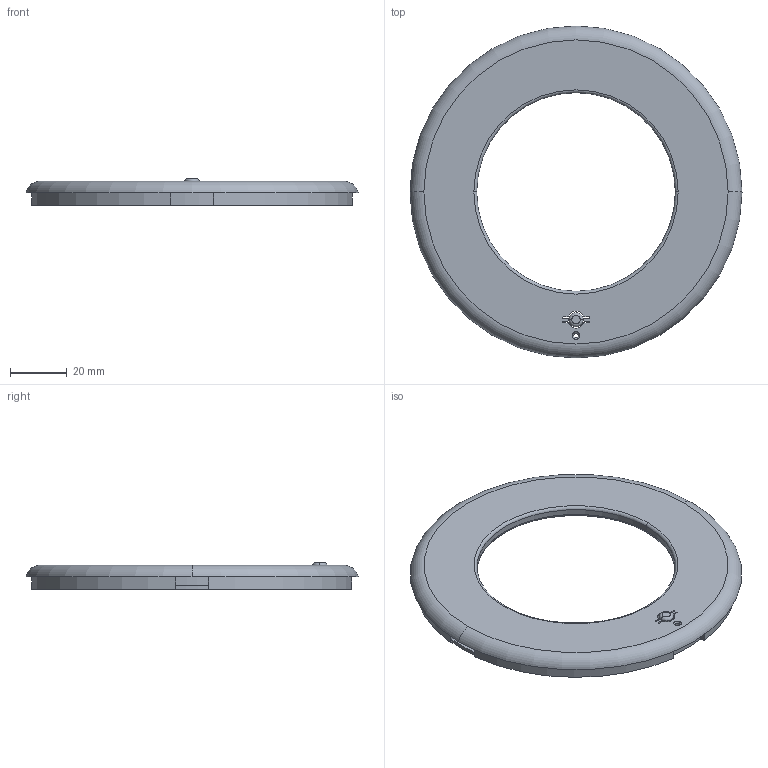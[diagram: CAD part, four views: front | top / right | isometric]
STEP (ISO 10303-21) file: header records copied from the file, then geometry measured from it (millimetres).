
FILE_DESCRIPTION (( 'STEP AP214' ), '1' );
FILE_NAME ('CaseTop_REV2.STEP', '2025-06-09T02:33:21', ( '' ), ( '' ), 'SwSTEP 2.0', 'SolidWorks 2024', '' );
FILE_SCHEMA (( 'AUTOMOTIVE_DESIGN' ));
Length unit declared in the file: millimetre
Products named in the file (1): CaseTop_REV2
Bounding box: 117 x 117 x 9.5 mm (x, y, z)
Volume: 29131.6 mm3; surface area: 18675.2 mm2
Topology: 1 solids, 1 shells, 141 faces, 368 edges, 220 vertices
Faces by surface type: cylinder 58, plane 36, torus 33, bspline 10, sphere 4
Entity records: 4738 total; most frequent: CARTESIAN_POINT 1208, DIRECTION 801, ORIENTED_EDGE 722, EDGE_CURVE 361, AXIS2_PLACEMENT_3D 329, VERTEX_POINT 220, CIRCLE 197, EDGE_LOOP 147
